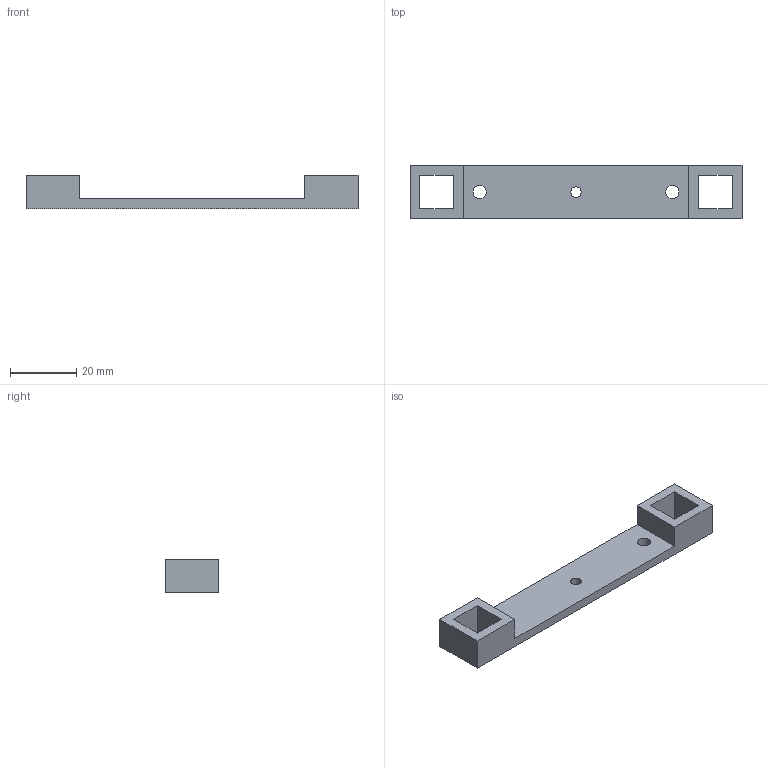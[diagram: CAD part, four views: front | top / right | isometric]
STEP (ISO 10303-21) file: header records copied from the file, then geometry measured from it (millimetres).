
FILE_DESCRIPTION(('STEP AP242'), '1');
FILE_NAME('itemBeamConnector2', '', ('UNSPECIFIED'), ('UNSPECIFIED'), 'C3D Converter', 'C3D Toolkit', '');
FILE_SCHEMA(('AP242_MANAGED_MODEL_BASED_3D_ENGINEERING_MIM_LF { 1 0 10303 442 1 1 4 }'));
Length unit declared in the file: millimetre
Bounding box: 100 x 16 x 10 mm (x, y, z)
Volume: 6203.7 mm3; surface area: 5231 mm2
Topology: 1 solids, 1 shells, 21 faces, 57 edges, 38 vertices
Faces by surface type: plane 18, cylinder 3
Full cylindrical faces by diameter (mm): 3.2 x1, 4 x2
Entity records: 697 total; most frequent: CARTESIAN_POINT 114, ORIENTED_EDGE 108, DIRECTION 104, EDGE_CURVE 54, LINE 48, VECTOR 48, VERTEX_POINT 38, EDGE_LOOP 34
